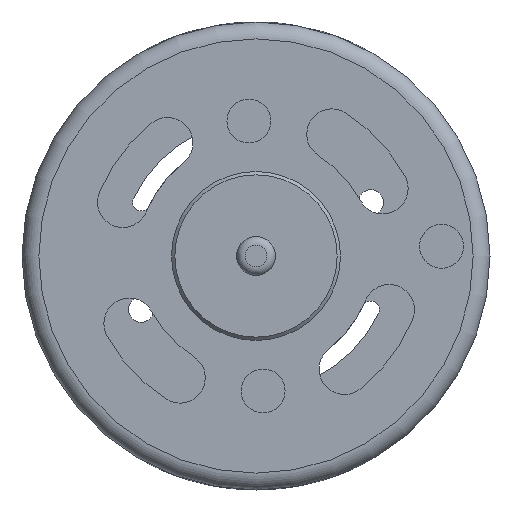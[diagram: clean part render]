
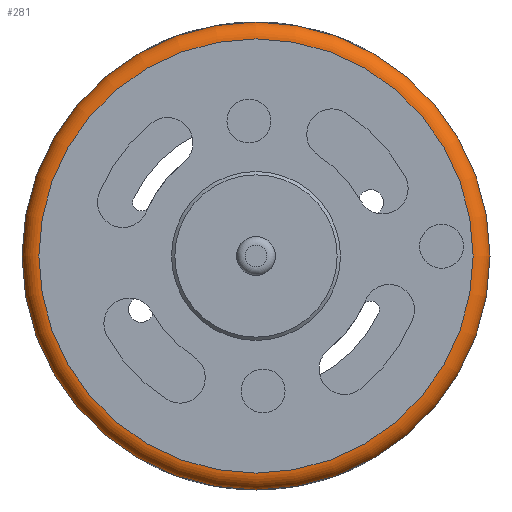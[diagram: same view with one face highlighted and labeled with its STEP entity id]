
A CAD part, front view. The second image highlights one B-rep face of the part: STEP entity #281.
In plain terms, the highlighted toroidal (fillet/blend) face has major radius 12.85 mm and minor radius 1 mm.
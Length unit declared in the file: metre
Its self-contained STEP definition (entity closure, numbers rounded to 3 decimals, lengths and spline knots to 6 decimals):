
#281 = ADVANCED_FACE( '', ( #579, #580 ), #581, .T. );
#579 = FACE_OUTER_BOUND( '', #941, .T. );
#580 = FACE_OUTER_BOUND( '', #942, .T. );
#581 = TOROIDAL_SURFACE( '', #943, 0.01285, 0.001 );
#941 = EDGE_LOOP( '', ( #1472 ) );
#942 = EDGE_LOOP( '', ( #1473 ) );
#943 = AXIS2_PLACEMENT_3D( '', #1474, #1475, #1476 );
#1472 = ORIENTED_EDGE( '', *, *, #2127, .F. );
#1473 = ORIENTED_EDGE( '', *, *, #2128, .F. );
#1474 = CARTESIAN_POINT( '', ( 0., 0.001, 0. ) );
#1475 = DIRECTION( '', ( 0., -1., 0. ) );
#1476 = DIRECTION( '', ( 0., 0., -1. ) );
#2127 = EDGE_CURVE( '', #2546, #2546, #2547, .F. );
#2128 = EDGE_CURVE( '', #2548, #2548, #2549, .T. );
#2546 = VERTEX_POINT( '', #3203 );
#2547 = CIRCLE( '', #3204, 0.01385 );
#2548 = VERTEX_POINT( '', #3205 );
#2549 = CIRCLE( '', #3206, 0.01285 );
#3203 = CARTESIAN_POINT( '', ( 0., 0.001, -0.01385 ) );
#3204 = AXIS2_PLACEMENT_3D( '', #3772, #3773, #3774 );
#3205 = CARTESIAN_POINT( '', ( 0., 0., -0.01285 ) );
#3206 = AXIS2_PLACEMENT_3D( '', #3775, #3776, #3777 );
#3772 = CARTESIAN_POINT( '', ( 0., 0.001, 0. ) );
#3773 = DIRECTION( '', ( 0., -1., 0. ) );
#3774 = DIRECTION( '', ( 0., 0., -1. ) );
#3775 = CARTESIAN_POINT( '', ( 0., 0., 0. ) );
#3776 = DIRECTION( '', ( 0., -1., 0. ) );
#3777 = DIRECTION( '', ( 0., 0., -1. ) );
